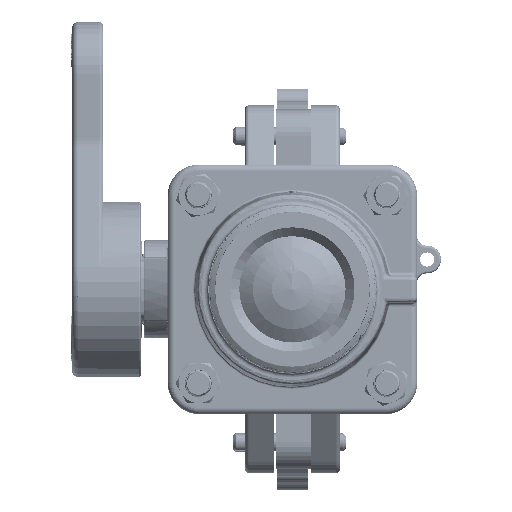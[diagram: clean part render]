
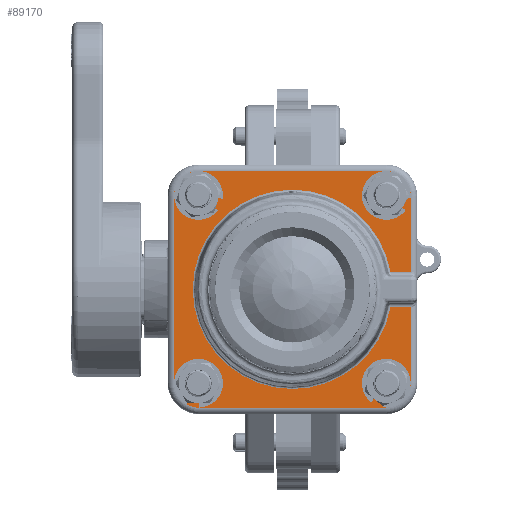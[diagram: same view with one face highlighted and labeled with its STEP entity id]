
A CAD part, left-side view. The second image highlights one B-rep face of the part: STEP entity #89170.
In plain terms, the highlighted planar face has unit normal (-1, 0, 0).
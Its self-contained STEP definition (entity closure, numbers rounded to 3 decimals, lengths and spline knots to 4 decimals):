
#6600=FACE_BOUND('',#13440,.T.);
#6601=FACE_BOUND('',#13441,.T.);
#6602=FACE_BOUND('',#13442,.T.);
#6603=FACE_BOUND('',#13443,.T.);
#8161=FACE_OUTER_BOUND('',#13439,.T.);
#13439=EDGE_LOOP('',(#61566,#61567,#61568,#61569,#61570,#61571,#61572,#61573,
#61574,#61575,#61576,#61577));
#13440=EDGE_LOOP('',(#61578));
#13441=EDGE_LOOP('',(#61579));
#13442=EDGE_LOOP('',(#61580));
#13443=EDGE_LOOP('',(#61581));
#19185=CIRCLE('',#95695,1.4055);
#19191=CIRCLE('',#95704,0.24);
#19194=CIRCLE('',#95708,0.355);
#19195=CIRCLE('',#95709,0.355);
#19196=CIRCLE('',#95710,0.355);
#19197=CIRCLE('',#95711,0.355);
#19198=CIRCLE('',#95712,0.24);
#19199=CIRCLE('',#95713,0.24);
#19200=CIRCLE('',#95714,0.24);
#20670=LINE('',#125125,#29139);
#20672=LINE('',#125179,#29141);
#20673=LINE('',#125183,#29142);
#20674=LINE('',#125187,#29143);
#20675=LINE('',#125191,#29144);
#20676=LINE('',#125195,#29145);
#20677=LINE('',#125196,#29146);
#29139=VECTOR('',#102555,0.3937);
#29141=VECTOR('',#102573,0.3937);
#29142=VECTOR('',#102576,0.3937);
#29143=VECTOR('',#102579,0.3937);
#29144=VECTOR('',#102582,0.3937);
#29145=VECTOR('',#102585,0.3937);
#29146=VECTOR('',#102586,0.3937);
#37891=VERTEX_POINT('',#124944);
#37894=VERTEX_POINT('',#124949);
#37899=VERTEX_POINT('',#125123);
#37904=VERTEX_POINT('',#125170);
#37907=VERTEX_POINT('',#125178);
#37908=VERTEX_POINT('',#125180);
#37909=VERTEX_POINT('',#125182);
#37910=VERTEX_POINT('',#125184);
#37911=VERTEX_POINT('',#125186);
#37912=VERTEX_POINT('',#125188);
#37913=VERTEX_POINT('',#125190);
#37914=VERTEX_POINT('',#125192);
#37915=VERTEX_POINT('',#125194);
#37916=VERTEX_POINT('',#125197);
#37917=VERTEX_POINT('',#125199);
#37918=VERTEX_POINT('',#125201);
#47034=EDGE_CURVE('',#37894,#37891,#19185,.T.);
#47046=EDGE_CURVE('',#37899,#37894,#20670,.T.);
#47053=EDGE_CURVE('',#37904,#37904,#19191,.T.);
#47057=EDGE_CURVE('',#37907,#37899,#20672,.T.);
#47058=EDGE_CURVE('',#37908,#37907,#19194,.T.);
#47059=EDGE_CURVE('',#37909,#37908,#20673,.T.);
#47060=EDGE_CURVE('',#37910,#37909,#19195,.T.);
#47061=EDGE_CURVE('',#37911,#37910,#20674,.T.);
#47062=EDGE_CURVE('',#37912,#37911,#19196,.T.);
#47063=EDGE_CURVE('',#37913,#37912,#20675,.T.);
#47064=EDGE_CURVE('',#37914,#37913,#19197,.T.);
#47065=EDGE_CURVE('',#37915,#37914,#20676,.T.);
#47066=EDGE_CURVE('',#37891,#37915,#20677,.T.);
#47067=EDGE_CURVE('',#37916,#37916,#19198,.T.);
#47068=EDGE_CURVE('',#37917,#37917,#19199,.T.);
#47069=EDGE_CURVE('',#37918,#37918,#19200,.T.);
#61566=ORIENTED_EDGE('',*,*,#47034,.F.);
#61567=ORIENTED_EDGE('',*,*,#47046,.F.);
#61568=ORIENTED_EDGE('',*,*,#47057,.F.);
#61569=ORIENTED_EDGE('',*,*,#47058,.F.);
#61570=ORIENTED_EDGE('',*,*,#47059,.F.);
#61571=ORIENTED_EDGE('',*,*,#47060,.F.);
#61572=ORIENTED_EDGE('',*,*,#47061,.F.);
#61573=ORIENTED_EDGE('',*,*,#47062,.F.);
#61574=ORIENTED_EDGE('',*,*,#47063,.F.);
#61575=ORIENTED_EDGE('',*,*,#47064,.F.);
#61576=ORIENTED_EDGE('',*,*,#47065,.F.);
#61577=ORIENTED_EDGE('',*,*,#47066,.F.);
#61578=ORIENTED_EDGE('',*,*,#47067,.F.);
#61579=ORIENTED_EDGE('',*,*,#47068,.F.);
#61580=ORIENTED_EDGE('',*,*,#47069,.F.);
#61581=ORIENTED_EDGE('',*,*,#47053,.F.);
#86149=PLANE('',#95707);
#89170=ADVANCED_FACE('',(#8161,#6600,#6601,#6602,#6603),#86149,.T.);
#95695=AXIS2_PLACEMENT_3D('',#124951,#102545,#102546);
#95704=AXIS2_PLACEMENT_3D('',#125171,#102564,#102565);
#95707=AXIS2_PLACEMENT_3D('',#125177,#102571,#102572);
#95708=AXIS2_PLACEMENT_3D('',#125181,#102574,#102575);
#95709=AXIS2_PLACEMENT_3D('',#125185,#102577,#102578);
#95710=AXIS2_PLACEMENT_3D('',#125189,#102580,#102581);
#95711=AXIS2_PLACEMENT_3D('',#125193,#102583,#102584);
#95712=AXIS2_PLACEMENT_3D('',#125198,#102587,#102588);
#95713=AXIS2_PLACEMENT_3D('',#125200,#102589,#102590);
#95714=AXIS2_PLACEMENT_3D('',#125202,#102591,#102592);
#102545=DIRECTION('center_axis',(-1.,0.,0.));
#102546=DIRECTION('ref_axis',(0.,1.,0.));
#102555=DIRECTION('',(0.,1.,0.));
#102564=DIRECTION('center_axis',(-1.,0.,0.));
#102565=DIRECTION('ref_axis',(0.,0.,-1.));
#102571=DIRECTION('center_axis',(-1.,0.,0.));
#102572=DIRECTION('ref_axis',(0.,0.,1.));
#102573=DIRECTION('',(0.,0.,-1.));
#102574=DIRECTION('center_axis',(1.,0.,0.));
#102575=DIRECTION('ref_axis',(0.,-0.707,0.707));
#102576=DIRECTION('',(0.,-1.,0.));
#102577=DIRECTION('center_axis',(1.,0.,0.));
#102578=DIRECTION('ref_axis',(0.,0.707,0.707));
#102579=DIRECTION('',(0.,0.,1.));
#102580=DIRECTION('center_axis',(1.,0.,0.));
#102581=DIRECTION('ref_axis',(0.,0.707,-0.707));
#102582=DIRECTION('',(0.,1.,0.));
#102583=DIRECTION('center_axis',(1.,0.,0.));
#102584=DIRECTION('ref_axis',(0.,-0.707,-0.707));
#102585=DIRECTION('',(0.,0.,-1.));
#102586=DIRECTION('',(0.,-1.,0.));
#102587=DIRECTION('center_axis',(-1.,0.,0.));
#102588=DIRECTION('ref_axis',(0.,0.,-1.));
#102589=DIRECTION('center_axis',(-1.,0.,0.));
#102590=DIRECTION('ref_axis',(0.,0.,-1.));
#102591=DIRECTION('center_axis',(-1.,0.,0.));
#102592=DIRECTION('ref_axis',(0.,0.,-1.));
#124944=CARTESIAN_POINT('',(1.7,-1.3835,-0.2475));
#124949=CARTESIAN_POINT('',(1.7,-1.3835,0.2475));
#124951=CARTESIAN_POINT('Origin',(1.7,0.,0.));
#125123=CARTESIAN_POINT('',(1.7,-1.67,0.2475));
#125125=CARTESIAN_POINT('',(1.7,-0.0156,0.2475));
#125170=CARTESIAN_POINT('',(1.7,1.324,-1.084));
#125171=CARTESIAN_POINT('Origin',(1.7,1.324,-1.324));
#125177=CARTESIAN_POINT('Origin',(1.7,1.4788,0.));
#125178=CARTESIAN_POINT('',(1.7,-1.67,1.315));
#125179=CARTESIAN_POINT('',(1.7,-1.67,-0.88));
#125180=CARTESIAN_POINT('',(1.7,-1.315,1.67));
#125181=CARTESIAN_POINT('Origin',(1.7,-1.315,1.315));
#125182=CARTESIAN_POINT('',(1.7,1.315,1.67));
#125183=CARTESIAN_POINT('',(1.7,-0.1406,1.67));
#125184=CARTESIAN_POINT('',(1.7,1.67,1.315));
#125185=CARTESIAN_POINT('Origin',(1.7,1.315,1.315));
#125186=CARTESIAN_POINT('',(1.7,1.67,-1.315));
#125187=CARTESIAN_POINT('',(1.7,1.67,0.88));
#125188=CARTESIAN_POINT('',(1.7,1.315,-1.67));
#125189=CARTESIAN_POINT('Origin',(1.7,1.315,-1.315));
#125190=CARTESIAN_POINT('',(1.7,-1.315,-1.67));
#125191=CARTESIAN_POINT('',(1.7,1.6194,-1.67));
#125192=CARTESIAN_POINT('',(1.7,-1.67,-1.315));
#125193=CARTESIAN_POINT('Origin',(1.7,-1.315,-1.315));
#125194=CARTESIAN_POINT('',(1.7,-1.67,-0.2475));
#125195=CARTESIAN_POINT('',(1.7,-1.67,-0.88));
#125196=CARTESIAN_POINT('',(1.7,-0.0156,-0.2475));
#125197=CARTESIAN_POINT('',(1.7,-1.324,-1.084));
#125198=CARTESIAN_POINT('Origin',(1.7,-1.324,-1.324));
#125199=CARTESIAN_POINT('',(1.7,1.324,1.564));
#125200=CARTESIAN_POINT('Origin',(1.7,1.324,1.324));
#125201=CARTESIAN_POINT('',(1.7,-1.324,1.564));
#125202=CARTESIAN_POINT('Origin',(1.7,-1.324,1.324));
